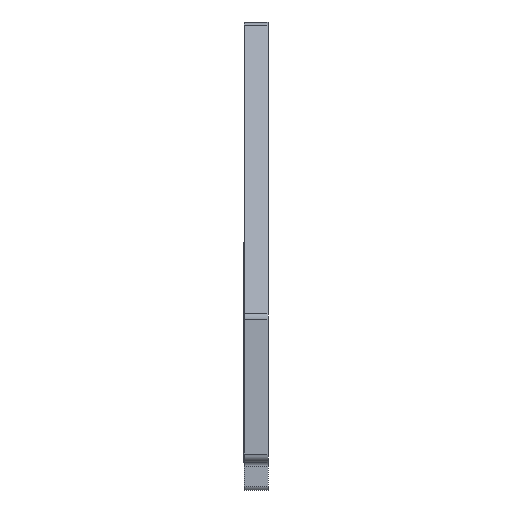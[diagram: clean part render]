
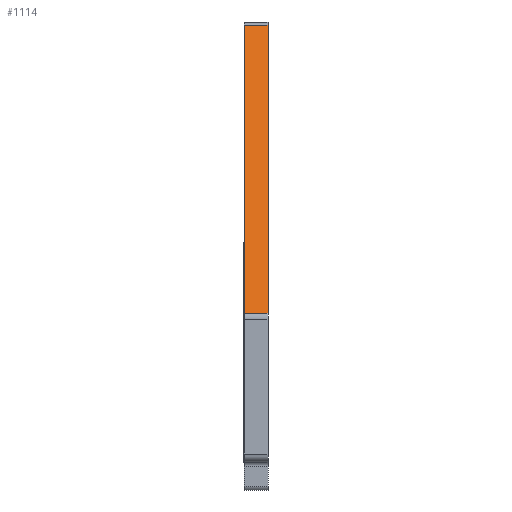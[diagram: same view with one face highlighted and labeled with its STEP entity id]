
A CAD part, front view. The second image highlights one B-rep face of the part: STEP entity #1114.
In plain terms, the highlighted planar face has unit normal (0, -0.596, 0.803).
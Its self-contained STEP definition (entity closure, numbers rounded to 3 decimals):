
#1087=AXIS2_PLACEMENT_3D('Plane Axis2P3D',#1084,#1085,#1086) ;
#1062=CARTESIAN_POINT('Vertex',(0.,0.404,22.1)) ;
#1069=CARTESIAN_POINT('Vertex',(3.,0.404,22.1)) ;
#1072=CARTESIAN_POINT('Line Origine',(1.5,0.404,22.1)) ;
#1084=CARTESIAN_POINT('Axis2P3D Location',(3.,0.,21.8)) ;
#1089=CARTESIAN_POINT('Line Origine',(0.,24.645,40.103)) ;
#1093=CARTESIAN_POINT('Vertex',(0.,48.886,58.106)) ;
#1096=CARTESIAN_POINT('Line Origine',(3.,24.645,40.103)) ;
#1100=CARTESIAN_POINT('Vertex',(3.,48.886,58.106)) ;
#1103=CARTESIAN_POINT('Line Origine',(1.5,48.886,58.106)) ;
#1073=DIRECTION('Vector Direction',(-1.,0.,0.)) ;
#1085=DIRECTION('Axis2P3D Direction',(0.,-0.596,0.803)) ;
#1086=DIRECTION('Axis2P3D XDirection',(0.,0.803,0.596)) ;
#1090=DIRECTION('Vector Direction',(0.,0.803,0.596)) ;
#1097=DIRECTION('Vector Direction',(0.,0.803,0.596)) ;
#1104=DIRECTION('Vector Direction',(-1.,0.,0.)) ;
#1074=VECTOR('Line Direction',#1073,1.) ;
#1091=VECTOR('Line Direction',#1090,1.) ;
#1098=VECTOR('Line Direction',#1097,1.) ;
#1105=VECTOR('Line Direction',#1104,1.) ;
#1109=ORIENTED_EDGE('',*,*,#1095,.F.) ;
#1110=ORIENTED_EDGE('',*,*,#1076,.F.) ;
#1111=ORIENTED_EDGE('',*,*,#1102,.T.) ;
#1112=ORIENTED_EDGE('',*,*,#1107,.T.) ;
#1114=ADVANCED_FACE('PAP_PRV-PPV8',(#1113),#1088,.T.) ;
#1076=EDGE_CURVE('',#1070,#1063,#1075,.T.) ;
#1095=EDGE_CURVE('',#1063,#1094,#1092,.T.) ;
#1102=EDGE_CURVE('',#1070,#1101,#1099,.T.) ;
#1107=EDGE_CURVE('',#1101,#1094,#1106,.T.) ;
#1108=EDGE_LOOP('',(#1109,#1110,#1111,#1112)) ;
#1113=FACE_OUTER_BOUND('',#1108,.T.) ;
#1075=LINE('Line',#1072,#1074) ;
#1092=LINE('Line',#1089,#1091) ;
#1099=LINE('Line',#1096,#1098) ;
#1106=LINE('Line',#1103,#1105) ;
#1088=PLANE('',#1087) ;
#1063=VERTEX_POINT('',#1062) ;
#1070=VERTEX_POINT('',#1069) ;
#1094=VERTEX_POINT('',#1093) ;
#1101=VERTEX_POINT('',#1100) ;
